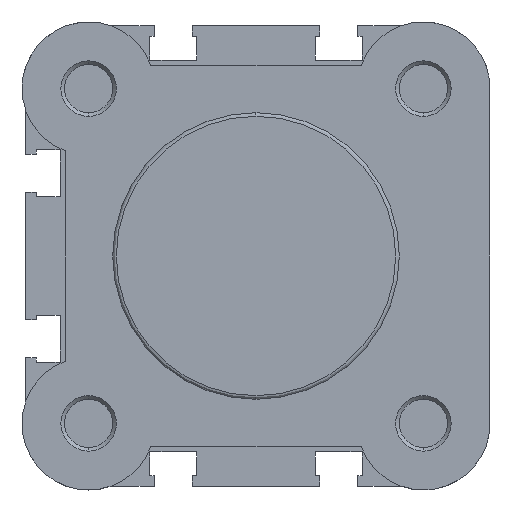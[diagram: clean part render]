
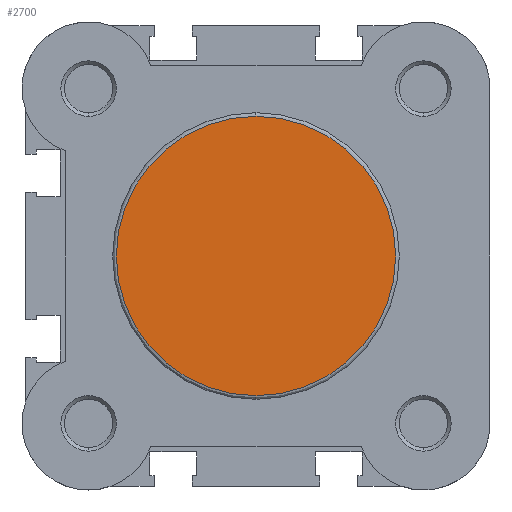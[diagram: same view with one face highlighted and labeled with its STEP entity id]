
A CAD part, left-side view. The second image highlights one B-rep face of the part: STEP entity #2700.
In plain terms, the highlighted planar face has unit normal (-1, 0, 0).
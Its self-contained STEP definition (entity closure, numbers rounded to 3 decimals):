
#12 = DIRECTION ( 'NONE',  ( 0., 0., -1. ) ) ;
#38 = DIRECTION ( 'NONE',  ( 1., 0., 0. ) ) ;
#74 = PLANE ( 'NONE',  #1058 ) ;
#76 = CARTESIAN_POINT ( 'NONE',  ( 0., 19.9, 0. ) ) ;
#438 = CARTESIAN_POINT ( 'NONE',  ( 0., 0., 0. ) ) ;
#439 = DIRECTION ( 'NONE',  ( -1., 0., 0. ) ) ;
#440 = DIRECTION ( 'NONE',  ( 0., 0., -1. ) ) ;
#567 = CARTESIAN_POINT ( 'NONE',  ( 0., 0., 0. ) ) ;
#568 = DIRECTION ( 'NONE',  ( -1., 0., 0. ) ) ;
#569 = DIRECTION ( 'NONE',  ( 0., 0., -1. ) ) ;
#1058 = AXIS2_PLACEMENT_3D ( 'NONE', #76, #38, #12 ) ;
#1316 = AXIS2_PLACEMENT_3D ( 'NONE', #438, #439, #440 ) ;
#1361 = AXIS2_PLACEMENT_3D ( 'NONE', #567, #568, #569 ) ;
#1535 = ORIENTED_EDGE ( 'NONE', *, *, #6208, .T. ) ;
#1536 = ORIENTED_EDGE ( 'NONE', *, *, #6258, .T. ) ;
#2274 = EDGE_LOOP ( 'NONE', ( #1535, #1536 ) ) ;
#2700 = ADVANCED_FACE ( 'NONE', ( #5444 ), #74, .F. ) ;
#3521 = CIRCLE ( 'NONE', #1316, 19.4 ) ;
#3590 = CIRCLE ( 'NONE', #1361, 19.4 ) ;
#4186 = CARTESIAN_POINT ( 'NONE',  ( 0., 0., -19.4 ) ) ;
#4194 = CARTESIAN_POINT ( 'NONE',  ( 0., 0., 19.4 ) ) ;
#5202 = VERTEX_POINT ( 'NONE', #4186 ) ;
#5210 = VERTEX_POINT ( 'NONE', #4194 ) ;
#5444 = FACE_OUTER_BOUND ( 'NONE', #2274, .T. ) ;
#6208 = EDGE_CURVE ( 'NONE', #5202, #5210, #3521, .T. ) ;
#6258 = EDGE_CURVE ( 'NONE', #5210, #5202, #3590, .T. ) ;
